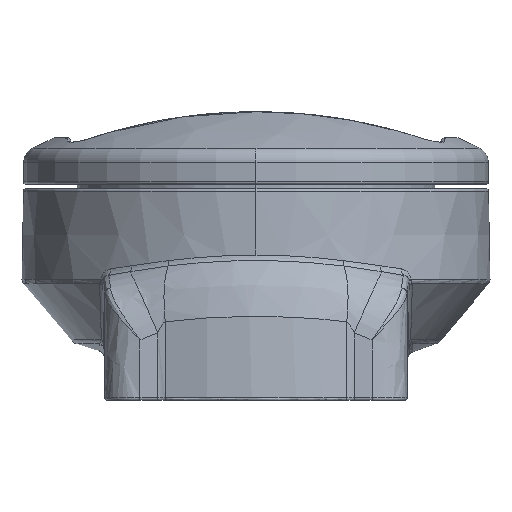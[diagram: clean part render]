
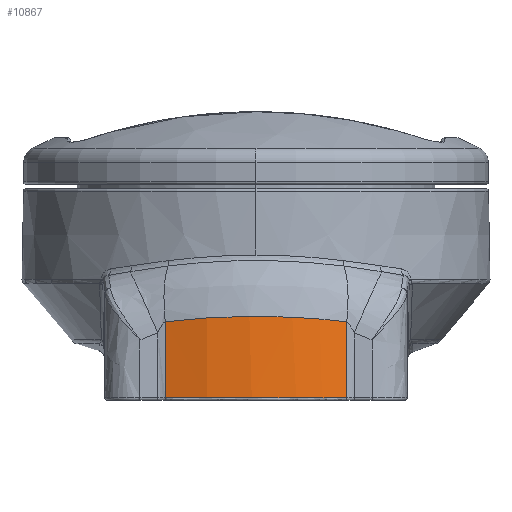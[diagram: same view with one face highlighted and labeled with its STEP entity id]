
A CAD part, left-side view. The second image highlights one B-rep face of the part: STEP entity #10867.
In plain terms, the highlighted free-form (B-spline) face has degree [3, 1] with [4, 2] control points.
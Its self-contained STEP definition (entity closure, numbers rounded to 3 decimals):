
#27 = CARTESIAN_POINT ( 'NONE',  ( -60.74, 25.852, 87.514 ) ) ;
#31 = VERTEX_POINT ( 'NONE', #30456 ) ;
#1273 = ORIENTED_EDGE ( 'NONE', *, *, #18432, .F. ) ;
#2084 = CARTESIAN_POINT ( 'NONE',  ( -59.971, 25.852, 96.304 ) ) ;
#2232 = VECTOR ( 'NONE', #25644, 1000. ) ;
#3596 = CARTESIAN_POINT ( 'NONE',  ( -62.738, 19.601, 87.516 ) ) ;
#3730 = CARTESIAN_POINT ( 'NONE',  ( -60.74, 25.852, 87.514 ) ) ;
#4399 = VECTOR ( 'NONE', #8962, 1000. ) ;
#4992 = CARTESIAN_POINT ( 'NONE',  ( -59.192, -13.187, 105.199 ) ) ;
#5574 = ORIENTED_EDGE ( 'NONE', *, *, #38728, .T. ) ;
#6908 = CARTESIAN_POINT ( 'NONE',  ( -62.54, 10.503, 104.996 ) ) ;
#7054 = CARTESIAN_POINT ( 'NONE',  ( -59.588, 25.071, 103.963 ) ) ;
#7504 = CARTESIAN_POINT ( 'NONE',  ( -61.863, 22.799, 87.515 ) ) ;
#8785 = CARTESIAN_POINT ( 'NONE',  ( -60.024, -13.187, 95.692 ) ) ;
#8962 = DIRECTION ( 'NONE',  ( -0.087, 0., -0.996 ) ) ;
#9819 = CARTESIAN_POINT ( 'NONE',  ( -61.553, -5.207, 104.641 ) ) ;
#10280 = CARTESIAN_POINT ( 'NONE',  ( -62.594, 9.671, 105.016 ) ) ;
#10562 = B_SPLINE_CURVE_WITH_KNOTS ( 'NONE', 3,
 ( #37562, #7054, #30726, #41029, #34166, #33862, #20601, #36956, #16538, #6908, #10280, #40716, #13720, #34317, #19982, #9819, #23565, #43871, #17154, #24008 ),
 .UNSPECIFIED., .F., .F.,
 ( 4, 2, 2, 2, 2, 2, 2, 2, 2, 4 ),
 ( 0., 0.062, 0.125, 0.25, 0.375, 0.438, 0.5, 0.75, 0.875, 1. ),
 .UNSPECIFIED. ) ;
#10867 = ADVANCED_FACE ( 'NONE', ( #31456 ), #16479, .T. ) ;
#10902 = CARTESIAN_POINT ( 'NONE',  ( -63.916, -0.378, 87.517 ) ) ;
#11102 = EDGE_CURVE ( 'NONE', #35710, #41661, #36407, .T. ) ;
#13720 = CARTESIAN_POINT ( 'NONE',  ( -62.684, 7.158, 105.049 ) ) ;
#14343 = CARTESIAN_POINT ( 'NONE',  ( -64.217, 2.978, 87.517 ) ) ;
#16479 =( BOUNDED_SURFACE ( )  B_SPLINE_SURFACE ( 3, 1, ( 
 ( #25424, #35692 ),
 ( #42854, #38974 ),
 ( #39275, #22411 ),
 ( #22273, #4992 ) ),
 .UNSPECIFIED., .F., .F., .F. ) 
 B_SPLINE_SURFACE_WITH_KNOTS ( ( 4, 4 ),
 ( 2, 2 ),
 ( 0., 1. ),
 ( 0., 1. ),
 .UNSPECIFIED. ) 
 GEOMETRIC_REPRESENTATION_ITEM ( )  RATIONAL_B_SPLINE_SURFACE ( (
 ( 1., 1.),
 ( 0.959, 0.959),
 ( 0.959, 0.959),
 ( 1., 1.) ) ) 
 REPRESENTATION_ITEM ( '' )  SURFACE ( )  );
#16538 = CARTESIAN_POINT ( 'NONE',  ( -62.326, 12.988, 104.918 ) ) ;
#17154 = CARTESIAN_POINT ( 'NONE',  ( -59.863, -11.637, 104.054 ) ) ;
#18432 = EDGE_CURVE ( 'NONE', #31, #41661, #28976, .T. ) ;
#19982 = CARTESIAN_POINT ( 'NONE',  ( -62.397, -0.322, 104.943 ) ) ;
#20601 = CARTESIAN_POINT ( 'NONE',  ( -61.55, 17.886, 104.64 ) ) ;
#22273 = CARTESIAN_POINT ( 'NONE',  ( -60.749, -13.187, 87.409 ) ) ;
#22411 = CARTESIAN_POINT ( 'NONE',  ( -63.879, -0.452, 105.199 ) ) ;
#23565 = CARTESIAN_POINT ( 'NONE',  ( -61.202, -6.824, 104.517 ) ) ;
#23888 = CARTESIAN_POINT ( 'NONE',  ( -64.217, 9.691, 87.517 ) ) ;
#24008 = CARTESIAN_POINT ( 'NONE',  ( -59.309, -13.187, 103.87 ) ) ;
#25424 = CARTESIAN_POINT ( 'NONE',  ( -60.749, 25.852, 87.409 ) ) ;
#25644 = DIRECTION ( 'NONE',  ( -0.087, 0., -0.996 ) ) ;
#27928 = CARTESIAN_POINT ( 'NONE',  ( -60.74, -13.187, 87.514 ) ) ;
#28863 = ORIENTED_EDGE ( 'NONE', *, *, #11102, .T. ) ;
#28976 = LINE ( 'NONE', #8785, #2232 ) ;
#29436 = ORIENTED_EDGE ( 'NONE', *, *, #35649, .F. ) ;
#29936 = CARTESIAN_POINT ( 'NONE',  ( -59.309, 25.852, 103.87 ) ) ;
#30456 = CARTESIAN_POINT ( 'NONE',  ( -59.309, -13.187, 103.87 ) ) ;
#30726 = CARTESIAN_POINT ( 'NONE',  ( -59.851, 24.28, 104.052 ) ) ;
#31200 = CARTESIAN_POINT ( 'NONE',  ( -63.916, 13.047, 87.517 ) ) ;
#31456 = FACE_OUTER_BOUND ( 'NONE', #36116, .T. ) ;
#32389 = CARTESIAN_POINT ( 'NONE',  ( -60.74, -13.187, 87.514 ) ) ;
#32664 = LINE ( 'NONE', #2084, #4399 ) ;
#33862 = CARTESIAN_POINT ( 'NONE',  ( -61.2, 19.5, 104.516 ) ) ;
#34166 = CARTESIAN_POINT ( 'NONE',  ( -60.569, 21.899, 104.297 ) ) ;
#34317 = CARTESIAN_POINT ( 'NONE',  ( -62.683, 2.977, 105.049 ) ) ;
#35465 = VERTEX_POINT ( 'NONE', #29936 ) ;
#35649 = EDGE_CURVE ( 'NONE', #35465, #31, #10562, .T. ) ;
#35692 = CARTESIAN_POINT ( 'NONE',  ( -59.192, 25.852, 105.199 ) ) ;
#35710 = VERTEX_POINT ( 'NONE', #3730 ) ;
#36116 = EDGE_LOOP ( 'NONE', ( #29436, #5574, #28863, #1273 ) ) ;
#36407 = B_SPLINE_CURVE_WITH_KNOTS ( 'NONE', 3,
 ( #27, #7504, #3596, #31200, #23888, #14343, #10902, #37727, #38035, #27928 ),
 .UNSPECIFIED., .F., .F.,
 ( 4, 2, 2, 2, 4 ),
 ( 0., 0.25, 0.5, 0.75, 1. ),
 .UNSPECIFIED. ) ;
#36956 = CARTESIAN_POINT ( 'NONE',  ( -62.114, 14.63, 104.841 ) ) ;
#37562 = CARTESIAN_POINT ( 'NONE',  ( -59.309, 25.852, 103.87 ) ) ;
#37727 = CARTESIAN_POINT ( 'NONE',  ( -62.739, -6.934, 87.516 ) ) ;
#38035 = CARTESIAN_POINT ( 'NONE',  ( -61.863, -10.133, 87.515 ) ) ;
#38728 = EDGE_CURVE ( 'NONE', #35465, #35710, #32664, .T. ) ;
#38974 = CARTESIAN_POINT ( 'NONE',  ( -63.879, 13.117, 105.199 ) ) ;
#39275 = CARTESIAN_POINT ( 'NONE',  ( -65.436, -0.452, 87.409 ) ) ;
#40716 = CARTESIAN_POINT ( 'NONE',  ( -62.666, 7.999, 105.042 ) ) ;
#41029 = CARTESIAN_POINT ( 'NONE',  ( -60.342, 22.695, 104.219 ) ) ;
#41661 = VERTEX_POINT ( 'NONE', #32389 ) ;
#42854 = CARTESIAN_POINT ( 'NONE',  ( -65.436, 13.117, 87.409 ) ) ;
#43871 = CARTESIAN_POINT ( 'NONE',  ( -60.358, -10.038, 104.224 ) ) ;
